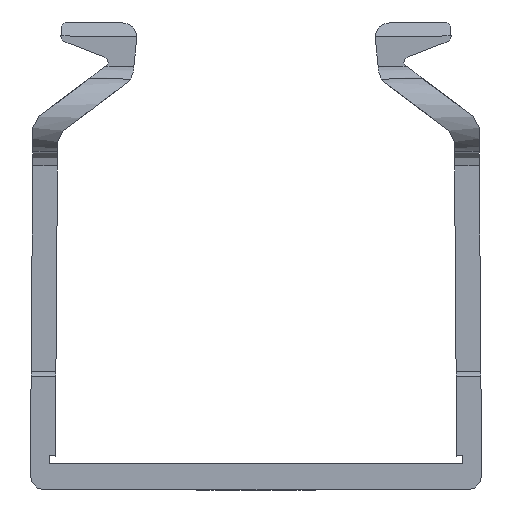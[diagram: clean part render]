
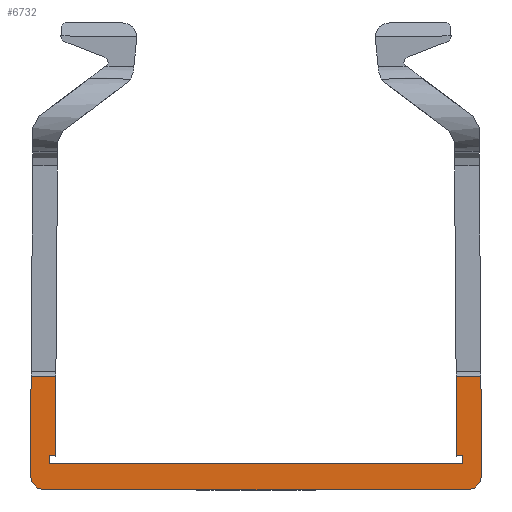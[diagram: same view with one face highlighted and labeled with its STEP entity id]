
A CAD part, left-side view. The second image highlights one B-rep face of the part: STEP entity #6732.
In plain terms, the highlighted planar face has unit normal (-1, 0, 0).
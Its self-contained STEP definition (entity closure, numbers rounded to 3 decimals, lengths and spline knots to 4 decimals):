
#6732=ADVANCED_FACE('',(#14250),#11725,.T.);
#11725=PLANE('',#103673);
#14250=FACE_OUTER_BOUND('',#19376,.T.);
#19376=EDGE_LOOP('',(#32447,#32448,#32449,#32450,#32451,#32452,#32453,#32454,
#32455,#32456,#32457,#32458,#32459,#32460));
#26561=CIRCLE('',#103671,0.03);
#26562=CIRCLE('',#103672,0.03);
#32447=ORIENTED_EDGE('',*,*,#68712,.F.);
#32448=ORIENTED_EDGE('',*,*,#73189,.T.);
#32449=ORIENTED_EDGE('',*,*,#70329,.T.);
#32450=ORIENTED_EDGE('',*,*,#73190,.F.);
#32451=ORIENTED_EDGE('',*,*,#73191,.T.);
#32452=ORIENTED_EDGE('',*,*,#73192,.F.);
#32453=ORIENTED_EDGE('',*,*,#71921,.F.);
#32454=ORIENTED_EDGE('',*,*,#73193,.T.);
#32455=ORIENTED_EDGE('',*,*,#71721,.T.);
#32456=ORIENTED_EDGE('',*,*,#73194,.F.);
#32457=ORIENTED_EDGE('',*,*,#73195,.T.);
#32458=ORIENTED_EDGE('',*,*,#73196,.F.);
#32459=ORIENTED_EDGE('',*,*,#73197,.F.);
#32460=ORIENTED_EDGE('',*,*,#73198,.T.);
#58460=VERTEX_POINT('',#141393);
#58461=VERTEX_POINT('',#141395);
#60075=VERTEX_POINT('',#144665);
#60076=VERTEX_POINT('',#144667);
#61333=VERTEX_POINT('',#147994);
#61334=VERTEX_POINT('',#147996);
#61532=VERTEX_POINT('',#148394);
#61533=VERTEX_POINT('',#148396);
#62671=VERTEX_POINT('',#151476);
#62672=VERTEX_POINT('',#151478);
#62673=VERTEX_POINT('',#151482);
#62674=VERTEX_POINT('',#151484);
#62675=VERTEX_POINT('',#151486);
#62676=VERTEX_POINT('',#151488);
#68712=EDGE_CURVE('',#58460,#58461,#84030,.T.);
#70329=EDGE_CURVE('',#60076,#60075,#84680,.T.);
#71721=EDGE_CURVE('',#61334,#61333,#85278,.T.);
#71921=EDGE_CURVE('',#61532,#61533,#85359,.T.);
#73189=EDGE_CURVE('',#58460,#60076,#85903,.T.);
#73190=EDGE_CURVE('',#62671,#60075,#26561,.T.);
#73191=EDGE_CURVE('',#62671,#62672,#85904,.T.);
#73192=EDGE_CURVE('',#61533,#62672,#26562,.T.);
#73193=EDGE_CURVE('',#61532,#61334,#85905,.T.);
#73194=EDGE_CURVE('',#62673,#61333,#85906,.T.);
#73195=EDGE_CURVE('',#62673,#62674,#85907,.T.);
#73196=EDGE_CURVE('',#62675,#62674,#85908,.T.);
#73197=EDGE_CURVE('',#62676,#62675,#85909,.T.);
#73198=EDGE_CURVE('',#62676,#58461,#85910,.T.);
#84030=LINE('',#141394,#92492);
#84680=LINE('',#144666,#93142);
#85278=LINE('',#147995,#93740);
#85359=LINE('',#148395,#93821);
#85903=LINE('',#151474,#94365);
#85904=LINE('',#151477,#94366);
#85905=LINE('',#151480,#94367);
#85906=LINE('',#151481,#94368);
#85907=LINE('',#151483,#94369);
#85908=LINE('',#151485,#94370);
#85909=LINE('',#151487,#94371);
#85910=LINE('',#151489,#94372);
#92492=VECTOR('',#111681,1.);
#93142=VECTOR('',#114265,1.);
#93740=VECTOR('',#116549,1.);
#93821=VECTOR('',#116870,1.);
#94365=VECTOR('',#118948,1.);
#94366=VECTOR('',#118951,1.);
#94367=VECTOR('',#118954,1.);
#94368=VECTOR('',#118955,1.);
#94369=VECTOR('',#118956,1.);
#94370=VECTOR('',#118957,1.);
#94371=VECTOR('',#118958,1.);
#94372=VECTOR('',#118959,1.);
#103671=AXIS2_PLACEMENT_3D('',#151475,#118949,#118950);
#103672=AXIS2_PLACEMENT_3D('',#151479,#118952,#118953);
#103673=AXIS2_PLACEMENT_3D('',#151490,#118960,#118961);
#111681=DIRECTION('',(0.,0.007,-1.));
#114265=DIRECTION('',(0.,0.007,-1.));
#116549=DIRECTION('',(0.,-0.007,-1.));
#116870=DIRECTION('',(0.,-0.007,-1.));
#118948=DIRECTION('',(0.,1.,0.007));
#118949=DIRECTION('',(1.,0.,0.));
#118950=DIRECTION('',(0.,1.,0.));
#118951=DIRECTION('',(0.,-1.,0.));
#118952=DIRECTION('',(1.,0.,0.));
#118953=DIRECTION('',(0.,1.,0.));
#118954=DIRECTION('',(0.,1.,-0.007));
#118955=DIRECTION('',(0.,0.995,-0.105));
#118956=DIRECTION('',(0.,-0.007,-1.));
#118957=DIRECTION('',(0.,-1.,0.));
#118958=DIRECTION('',(0.,0.007,-1.));
#118959=DIRECTION('',(0.,-0.995,-0.105));
#118960=DIRECTION('',(-1.,0.,0.));
#118961=DIRECTION('',(0.,0.,1.));
#141393=CARTESIAN_POINT('',(0.,0.4233,0.2405));
#141394=CARTESIAN_POINT('',(0.,0.4196,0.7362));
#141395=CARTESIAN_POINT('',(0.,0.4246,0.0719));
#144665=CARTESIAN_POINT('',(0.,0.4773,0.0302));
#144666=CARTESIAN_POINT('',(0.,0.4718,0.7658));
#144667=CARTESIAN_POINT('',(0.,0.4757,0.2409));
#147994=CARTESIAN_POINT('',(0.,-0.4246,0.0719));
#147995=CARTESIAN_POINT('',(0.,-0.4196,0.7362));
#147996=CARTESIAN_POINT('',(0.,-0.4233,0.2405));
#148394=CARTESIAN_POINT('',(0.,-0.4757,0.2409));
#148395=CARTESIAN_POINT('',(0.,-0.4718,0.7658));
#148396=CARTESIAN_POINT('',(0.,-0.4773,0.0302));
#151474=CARTESIAN_POINT('',(0.,-0.2767,0.2352));
#151475=CARTESIAN_POINT('',(0.,0.4473,0.03));
#151476=CARTESIAN_POINT('',(0.,0.4473,0.));
#151477=CARTESIAN_POINT('',(0.,0.4473,0.));
#151478=CARTESIAN_POINT('',(0.,-0.4473,0.));
#151479=CARTESIAN_POINT('',(0.,-0.4473,0.03));
#151480=CARTESIAN_POINT('',(0.,-0.2875,0.2394));
#151481=CARTESIAN_POINT('',(0.,-0.4376,0.0732));
#151482=CARTESIAN_POINT('',(0.,-0.4376,0.0732));
#151483=CARTESIAN_POINT('',(0.,-0.4376,0.0732));
#151484=CARTESIAN_POINT('',(0.,-0.4378,0.055));
#151485=CARTESIAN_POINT('',(0.,0.4378,0.055));
#151486=CARTESIAN_POINT('',(0.,0.4378,0.055));
#151487=CARTESIAN_POINT('',(0.,0.4376,0.0732));
#151488=CARTESIAN_POINT('',(0.,0.4376,0.0732));
#151489=CARTESIAN_POINT('',(0.,0.4376,0.0732));
#151490=CARTESIAN_POINT('',(0.,-0.2821,0.9578));
